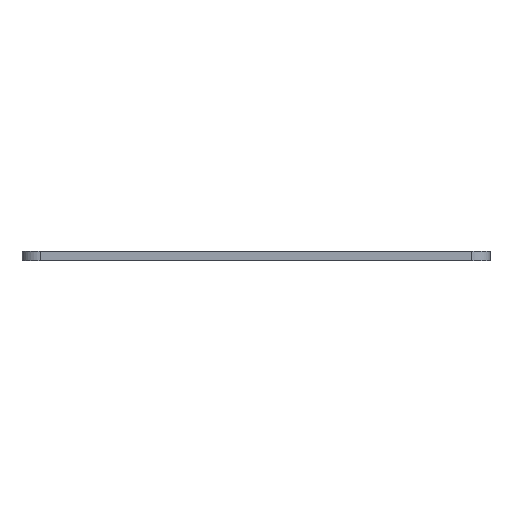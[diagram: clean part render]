
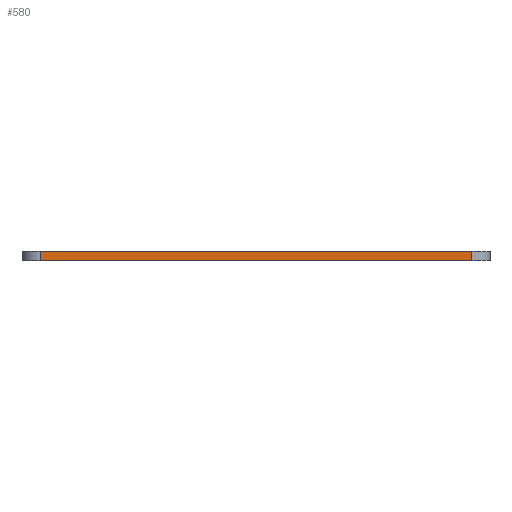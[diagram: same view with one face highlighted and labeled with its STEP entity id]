
A CAD part, left-side view. The second image highlights one B-rep face of the part: STEP entity #580.
In plain terms, the highlighted planar face has unit normal (-1, 0, 0).
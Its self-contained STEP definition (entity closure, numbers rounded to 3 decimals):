
#33=PLANE('',#632);
#52=FACE_OUTER_BOUND('',#80,.T.);
#80=EDGE_LOOP('',(#425,#426,#427,#428));
#130=LINE('',#907,#180);
#131=LINE('',#911,#181);
#132=LINE('',#913,#182);
#133=LINE('',#914,#183);
#180=VECTOR('',#730,2.5);
#181=VECTOR('',#735,119.58);
#182=VECTOR('',#736,2.5);
#183=VECTOR('',#737,119.58);
#265=VERTEX_POINT('',#904);
#266=VERTEX_POINT('',#906);
#267=VERTEX_POINT('',#910);
#268=VERTEX_POINT('',#912);
#331=EDGE_CURVE('',#266,#265,#130,.T.);
#333=EDGE_CURVE('',#265,#267,#131,.T.);
#334=EDGE_CURVE('',#268,#267,#132,.T.);
#335=EDGE_CURVE('',#266,#268,#133,.T.);
#425=ORIENTED_EDGE('',*,*,#333,.T.);
#426=ORIENTED_EDGE('',*,*,#334,.F.);
#427=ORIENTED_EDGE('',*,*,#335,.F.);
#428=ORIENTED_EDGE('',*,*,#331,.T.);
#580=ADVANCED_FACE('',(#52),#33,.F.);
#632=AXIS2_PLACEMENT_3D('',#909,#733,#734);
#730=DIRECTION('',(0.,0.,-1.));
#733=DIRECTION('center_axis',(1.,0.,0.));
#734=DIRECTION('ref_axis',(0.,0.,-1.));
#735=DIRECTION('',(0.,-1.,0.));
#736=DIRECTION('',(0.,0.,-1.));
#737=DIRECTION('',(0.,-1.,0.));
#904=CARTESIAN_POINT('',(-60.188,80.603,0.));
#906=CARTESIAN_POINT('',(-60.188,80.603,2.5));
#907=CARTESIAN_POINT('',(-60.188,80.603,2.5));
#909=CARTESIAN_POINT('Origin',(-60.188,-33.977,2.5));
#910=CARTESIAN_POINT('',(-60.188,-38.977,0.));
#911=CARTESIAN_POINT('',(-60.188,80.603,0.));
#912=CARTESIAN_POINT('',(-60.188,-38.977,2.5));
#913=CARTESIAN_POINT('',(-60.188,-38.977,2.5));
#914=CARTESIAN_POINT('',(-60.188,80.603,2.5));
